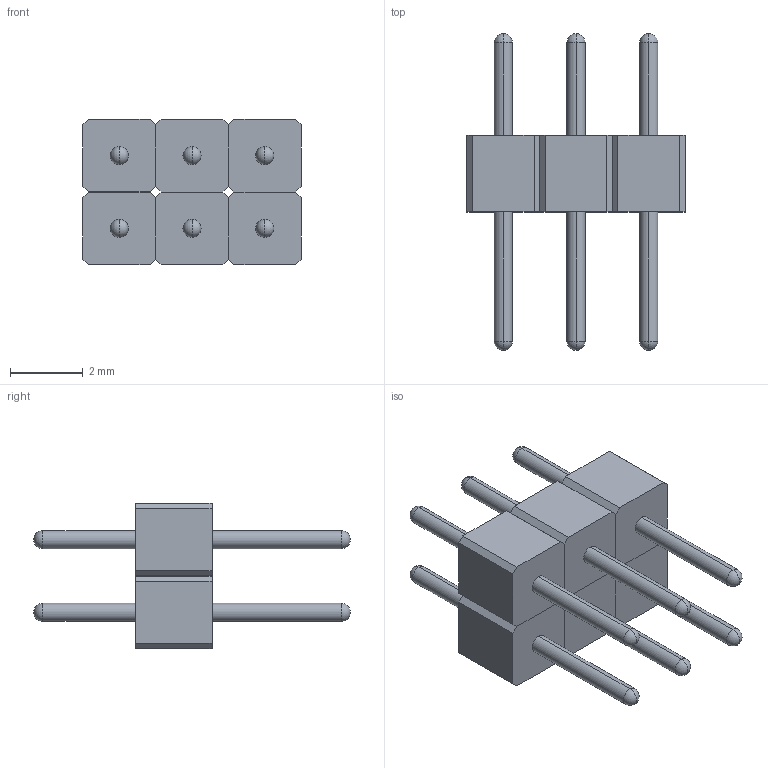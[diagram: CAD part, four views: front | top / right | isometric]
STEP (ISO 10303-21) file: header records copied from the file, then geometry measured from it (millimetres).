
FILE_DESCRIPTION (( 'STEP AP214' ), '1' );
FILE_NAME ('PLD 2-6 R.STEP', '2020-06-25T09:10:17', ( '' ), ( '' ), 'SwSTEP 2.0', 'SolidWorks 2018', '' );
FILE_SCHEMA (( 'AUTOMOTIVE_DESIGN' ));
Length unit declared in the file: millimetre
Products named in the file (1): PLD 2-6 R
Bounding box: 6 x 8.7 x 4 mm (x, y, z)
Volume: 57.4 mm3; surface area: 208.4 mm2
Topology: 18 solids, 18 shells, 120 faces, 288 edges, 180 vertices
Faces by surface type: plane 72, sphere 24, cylinder 24
Entity records: 3837 total; most frequent: DIRECTION 554, CARTESIAN_POINT 517, ORIENTED_EDGE 480, EDGE_CURVE 240, AXIS2_PLACEMENT_3D 193, LINE 168, VECTOR 168, VERTEX_POINT 156
